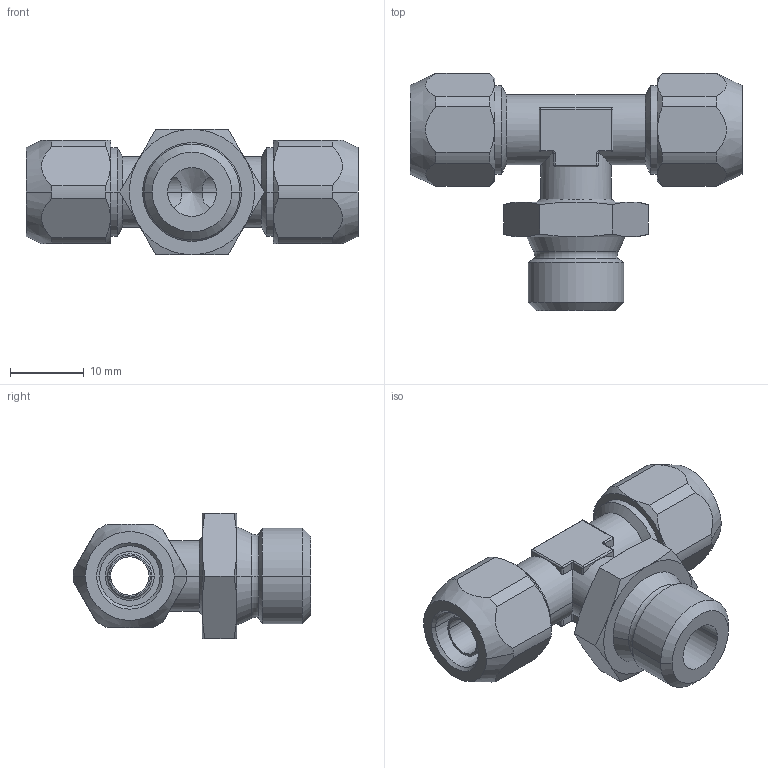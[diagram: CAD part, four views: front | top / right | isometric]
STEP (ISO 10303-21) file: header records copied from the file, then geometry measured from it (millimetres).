
FILE_DESCRIPTION(( 'CX.17.08.14.stp' ), '1');
FILE_NAME( 'CX.17.08.14.stp', '2018-08-24T14:34:42',( 'Sopra'),('sopra-pneumatic.com'), 'SwSTEP 2.0','SolidWorks 2009','' );
FILE_SCHEMA(('CONFIG_CONTROL_DESIGN'));
Length unit declared in the file: millimetre
Products named in the file (1): 361521B_121X4-8-6-1-4F
Bounding box: 45 x 32.15 x 17 mm (x, y, z)
Volume: 6110.5 mm3; surface area: 5014.3 mm2
Topology: 1 solids, 1 shells, 179 faces, 421 edges, 249 vertices
Faces by surface type: cylinder 68, plane 47, cone 38, torus 14, sphere 12
Entity records: 5413 total; most frequent: CARTESIAN_POINT 1305, DIRECTION 881, ORIENTED_EDGE 838, EDGE_CURVE 419, AXIS2_PLACEMENT_3D 363, VERTEX_POINT 249, EDGE_LOOP 190, CIRCLE 184
